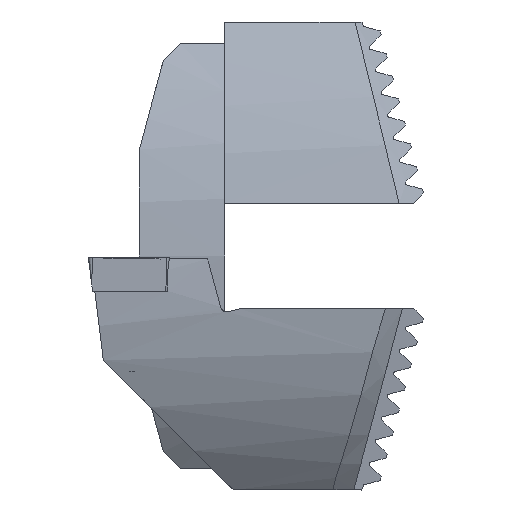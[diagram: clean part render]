
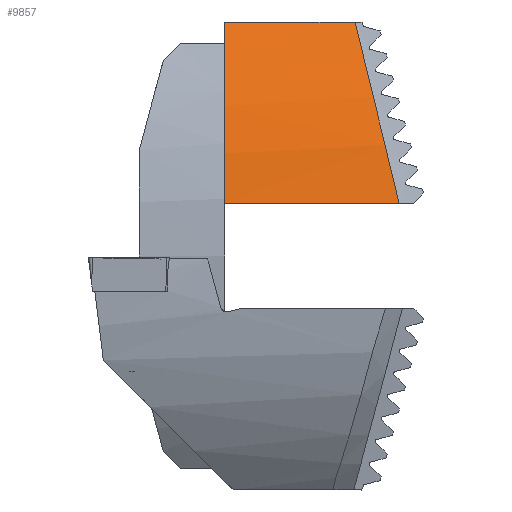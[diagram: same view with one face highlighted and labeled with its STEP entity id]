
A CAD part, left-side view. The second image highlights one B-rep face of the part: STEP entity #9857.
In plain terms, the highlighted cylindrical face has radius 40 mm (diameter 80 mm), a partial arc.
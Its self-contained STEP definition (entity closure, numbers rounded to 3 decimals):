
#4 = ORIENTED_EDGE ( 'NONE', *, *, #7636, .T. ) ;
#376 = AXIS2_PLACEMENT_3D ( 'NONE', #6128, #15989, #7569 ) ;
#602 = CARTESIAN_POINT ( 'NONE',  ( 22.026, -19.461, -4.386 ) ) ;
#637 = VERTEX_POINT ( 'NONE', #12599 ) ;
#669 = CARTESIAN_POINT ( 'NONE',  ( 19.302, -17.75, -11.437 ) ) ;
#1474 = VERTEX_POINT ( 'NONE', #6661 ) ;
#1669 = DIRECTION ( 'NONE',  ( 0., 1., 0. ) ) ;
#1834 = CARTESIAN_POINT ( 'NONE',  ( 22.917, 0., 0. ) ) ;
#2053 = CARTESIAN_POINT ( 'NONE',  ( 20.748, -18.547, -8.153 ) ) ;
#2108 = CARTESIAN_POINT ( 'NONE',  ( 17.265, -16.842, -15.182 ) ) ;
#2178 = AXIS2_PLACEMENT_3D ( 'NONE', #11538, #1669, #10076 ) ;
#3403 = CARTESIAN_POINT ( 'NONE',  ( 22.917, -20.525, 0. ) ) ;
#3461 = CARTESIAN_POINT ( 'NONE',  ( 20.038, -18.134, -9.858 ) ) ;
#3525 = CARTESIAN_POINT ( 'NONE',  ( 13.719, -15.682, -19.956 ) ) ;
#4911 = CARTESIAN_POINT ( 'NONE',  ( 19.625, -17.913, -10.765 ) ) ;
#5147 = EDGE_CURVE ( 'NONE', #1474, #10519, #8795, .T. ) ;
#5388 = ORIENTED_EDGE ( 'NONE', *, *, #8302, .T. ) ;
#5431 = EDGE_CURVE ( 'NONE', #17737, #10519, #6590, .T. ) ;
#6128 = CARTESIAN_POINT ( 'NONE',  ( -16.6, 0., 6.2 ) ) ;
#6333 = CARTESIAN_POINT ( 'NONE',  ( 19.38, -17.789, -11.276 ) ) ;
#6590 = CIRCLE ( 'NONE', #376, 40. ) ;
#6661 = CARTESIAN_POINT ( 'NONE',  ( 22.917, -20.525, 0. ) ) ;
#7569 = DIRECTION ( 'NONE',  ( 0., 0., 1. ) ) ;
#7636 = EDGE_CURVE ( 'NONE', #637, #17737, #14441, .T. ) ;
#7691 = CARTESIAN_POINT ( 'NONE',  ( 22.558, -19.97, -2.285 ) ) ;
#7754 = CARTESIAN_POINT ( 'NONE',  ( 19.319, -17.759, -11.402 ) ) ;
#7790 = EDGE_LOOP ( 'NONE', ( #16592, #5388, #4, #18357 ) ) ;
#7802 = FACE_OUTER_BOUND ( 'NONE', #7790, .T. ) ;
#8302 = EDGE_CURVE ( 'NONE', #1474, #637, #16276, .T. ) ;
#8795 = LINE ( 'NONE', #12575, #15841 ) ;
#9147 = CARTESIAN_POINT ( 'NONE',  ( 19.304, -17.751, -11.432 ) ) ;
#9857 = ADVANCED_FACE ( 'NONE', ( #7802 ), #11055, .T. ) ;
#10076 = DIRECTION ( 'NONE',  ( 0., 0., 1. ) ) ;
#10501 = CARTESIAN_POINT ( 'NONE',  ( 21.085, -18.767, -7.248 ) ) ;
#10519 = VERTEX_POINT ( 'NONE', #1834 ) ;
#10561 = CARTESIAN_POINT ( 'NONE',  ( 18.343, -17.277, -13.388 ) ) ;
#10927 = CARTESIAN_POINT ( 'NONE',  ( 12.447, 0., -21.3 ) ) ;
#11055 = CYLINDRICAL_SURFACE ( 'NONE', #2178, 40. ) ;
#11152 = DIRECTION ( 'NONE',  ( 0., 1., 0. ) ) ;
#11313 = DIRECTION ( 'NONE',  ( 0., 1., 0. ) ) ;
#11538 = CARTESIAN_POINT ( 'NONE',  ( -16.6, -23.9, 6.2 ) ) ;
#11902 = CARTESIAN_POINT ( 'NONE',  ( 20.218, -18.235, -9.44 ) ) ;
#11968 = CARTESIAN_POINT ( 'NONE',  ( 14.953, -16.044, -18.467 ) ) ;
#12575 = CARTESIAN_POINT ( 'NONE',  ( 22.917, -23.9, 0. ) ) ;
#12599 = CARTESIAN_POINT ( 'NONE',  ( 12.447, -15.357, -21.3 ) ) ;
#13327 = CARTESIAN_POINT ( 'NONE',  ( 19.763, -17.986, -10.466 ) ) ;
#13392 = CARTESIAN_POINT ( 'NONE',  ( 12.447, -15.357, -21.3 ) ) ;
#14009 = VECTOR ( 'NONE', #11313, 1000. ) ;
#14441 = LINE ( 'NONE', #17018, #14009 ) ;
#14768 = CARTESIAN_POINT ( 'NONE',  ( 19.462, -17.83, -11.107 ) ) ;
#15841 = VECTOR ( 'NONE', #11152, 1000. ) ;
#15989 = DIRECTION ( 'NONE',  ( 0., -1., 0. ) ) ;
#16180 = CARTESIAN_POINT ( 'NONE',  ( 19.339, -17.769, -11.36 ) ) ;
#16276 = B_SPLINE_CURVE_WITH_KNOTS ( 'NONE', 3,
 ( #3403, #7691, #602, #10501, #2053, #11902, #3461, #13327, #4911, #14768, #6333, #16180, #7754, #17614, #9147, #669, #10561, #2108, #11968, #3525, #13392 ),
 .UNSPECIFIED., .F., .F.,
 ( 4, 2, 2, 2, 1, 1, 1, 1, 1, 2, 2, 2, 4 ),
 ( 0., 0.25, 0.375, 0.437, 0.469, 0.484, 0.492, 0.496, 0.498, 0.499, 0.5, 0.75, 1. ),
 .UNSPECIFIED. ) ;
#16592 = ORIENTED_EDGE ( 'NONE', *, *, #5147, .F. ) ;
#17018 = CARTESIAN_POINT ( 'NONE',  ( 12.447, -23.9, -21.3 ) ) ;
#17614 = CARTESIAN_POINT ( 'NONE',  ( 19.31, -17.754, -11.42 ) ) ;
#17737 = VERTEX_POINT ( 'NONE', #10927 ) ;
#18357 = ORIENTED_EDGE ( 'NONE', *, *, #5431, .T. ) ;
